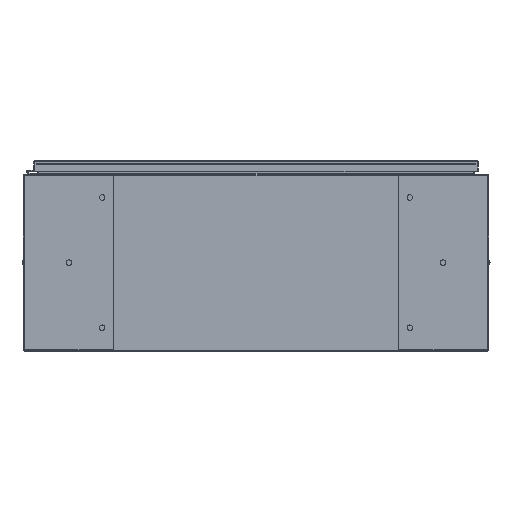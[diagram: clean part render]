
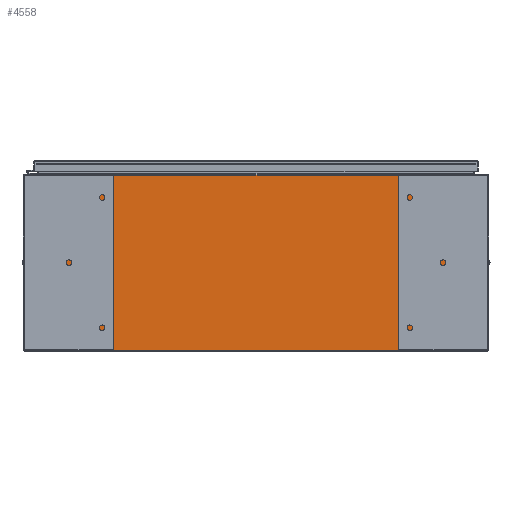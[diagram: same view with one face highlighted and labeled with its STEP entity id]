
A CAD part, front view. The second image highlights one B-rep face of the part: STEP entity #4558.
In plain terms, the highlighted face is planar.
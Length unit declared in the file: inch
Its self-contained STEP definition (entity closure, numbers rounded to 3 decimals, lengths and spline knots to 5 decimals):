
#635 = VERTEX_POINT ( 'NONE', #49091 ) ;
#676 = CARTESIAN_POINT ( 'NONE',  ( -19.67455, 0., 7.9253 ) ) ;
#843 = LINE ( 'NONE', #21098, #52582 ) ;
#2408 = VERTEX_POINT ( 'NONE', #6187 ) ;
#3503 = EDGE_CURVE ( 'NONE', #2408, #59213, #843, .T. ) ;
#3987 = PLANE ( 'NONE',  #25245 ) ;
#4558 = ADVANCED_FACE ( 'NONE', ( #53187 ), #3987, .F. ) ;
#4696 = VERTEX_POINT ( 'NONE', #27846 ) ;
#5703 = DIRECTION ( 'NONE',  ( 1., 0., 0. ) ) ;
#6187 = CARTESIAN_POINT ( 'NONE',  ( 19.67455, 0., 7.9253 ) ) ;
#6221 = EDGE_LOOP ( 'NONE', ( #33745, #45854, #34975, #47117, #20581, #32010, #10720, #10058, #54928, #59012, #46620, #35428 ) ) ;
#6454 = LINE ( 'NONE', #39146, #56666 ) ;
#6976 = DIRECTION ( 'NONE',  ( 0., 0., -1. ) ) ;
#7553 = VERTEX_POINT ( 'NONE', #51244 ) ;
#8736 = CARTESIAN_POINT ( 'NONE',  ( 19.65588, 0., 7.87495 ) ) ;
#9817 = VERTEX_POINT ( 'NONE', #18366 ) ;
#10058 = ORIENTED_EDGE ( 'NONE', *, *, #46426, .T. ) ;
#10181 = EDGE_CURVE ( 'NONE', #4696, #37534, #6454, .T. ) ;
#10720 = ORIENTED_EDGE ( 'NONE', *, *, #3503, .F. ) ;
#10888 = CARTESIAN_POINT ( 'NONE',  ( -20.9253, 0., 7.9253 ) ) ;
#11082 = EDGE_CURVE ( 'NONE', #33250, #37534, #61111, .T. ) ;
#11837 = DIRECTION ( 'NONE',  ( 0., 0., -1. ) ) ;
#12970 = EDGE_CURVE ( 'NONE', #635, #54100, #31905, .T. ) ;
#13600 = DIRECTION ( 'NONE',  ( 0., 0., -1. ) ) ;
#13701 = CARTESIAN_POINT ( 'NONE',  ( 19.6372, 0., 0. ) ) ;
#15807 = EDGE_CURVE ( 'NONE', #41809, #7553, #54767, .T. ) ;
#16029 = CARTESIAN_POINT ( 'NONE',  ( 19.67455, 0., 7.87495 ) ) ;
#18015 = CARTESIAN_POINT ( 'NONE',  ( 20.9253, 0., 7.9253 ) ) ;
#18366 = CARTESIAN_POINT ( 'NONE',  ( -20.9253, 0., -7.9253 ) ) ;
#19823 = DIRECTION ( 'NONE',  ( 0., -1., 0. ) ) ;
#20581 = ORIENTED_EDGE ( 'NONE', *, *, #23422, .F. ) ;
#20619 = DIRECTION ( 'NONE',  ( 0., 0., 1. ) ) ;
#21098 = CARTESIAN_POINT ( 'NONE',  ( 19.67455, 0., 0. ) ) ;
#21289 = VERTEX_POINT ( 'NONE', #48877 ) ;
#21606 = CARTESIAN_POINT ( 'NONE',  ( 20.9253, 0., 7.9253 ) ) ;
#21850 = LINE ( 'NONE', #33130, #59189 ) ;
#22259 = VECTOR ( 'NONE', #26811, 39.37008 ) ;
#23422 = EDGE_CURVE ( 'NONE', #60344, #54100, #50509, .T. ) ;
#24742 = VECTOR ( 'NONE', #20619, 39.37008 ) ;
#24987 = CARTESIAN_POINT ( 'NONE',  ( -19.6372, 0., 7.9123 ) ) ;
#25245 = AXIS2_PLACEMENT_3D ( 'NONE', #48310, #19823, #11837 ) ;
#26811 = DIRECTION ( 'NONE',  ( 0., 0., 1. ) ) ;
#27045 = EDGE_CURVE ( 'NONE', #21289, #33250, #42506, .T. ) ;
#27846 = CARTESIAN_POINT ( 'NONE',  ( -20.9253, 0., 7.9253 ) ) ;
#28000 = DIRECTION ( 'NONE',  ( 0., 1., 0. ) ) ;
#28368 = CARTESIAN_POINT ( 'NONE',  ( 19.6372, 0., 7.9123 ) ) ;
#28908 = AXIS2_PLACEMENT_3D ( 'NONE', #57213, #28000, #62094 ) ;
#30147 = CARTESIAN_POINT ( 'NONE',  ( -20.9253, 0., -7.9253 ) ) ;
#30923 = EDGE_CURVE ( 'NONE', #7553, #9817, #60137, .T. ) ;
#31905 = LINE ( 'NONE', #24987, #33565 ) ;
#32010 = ORIENTED_EDGE ( 'NONE', *, *, #40624, .F. ) ;
#33130 = CARTESIAN_POINT ( 'NONE',  ( -19.6372, 0., 0. ) ) ;
#33250 = VERTEX_POINT ( 'NONE', #34976 ) ;
#33565 = VECTOR ( 'NONE', #41754, 39.37008 ) ;
#33745 = ORIENTED_EDGE ( 'NONE', *, *, #11082, .F. ) ;
#34975 = ORIENTED_EDGE ( 'NONE', *, *, #40649, .F. ) ;
#34976 = CARTESIAN_POINT ( 'NONE',  ( -19.67455, 0., 7.87495 ) ) ;
#35428 = ORIENTED_EDGE ( 'NONE', *, *, #10181, .T. ) ;
#37534 = VERTEX_POINT ( 'NONE', #676 ) ;
#37917 = DIRECTION ( 'NONE',  ( 0., 0., 1. ) ) ;
#38032 = DIRECTION ( 'NONE',  ( 0., 0., -1. ) ) ;
#39146 = CARTESIAN_POINT ( 'NONE',  ( -20.9253, 0., 7.9253 ) ) ;
#39434 = CARTESIAN_POINT ( 'NONE',  ( -20.9253, 0., 7.9253 ) ) ;
#40250 = VECTOR ( 'NONE', #53026, 39.37008 ) ;
#40624 = EDGE_CURVE ( 'NONE', #59213, #60344, #49274, .T. ) ;
#40649 = EDGE_CURVE ( 'NONE', #635, #21289, #21850, .T. ) ;
#41316 = CARTESIAN_POINT ( 'NONE',  ( -19.67455, 0., 0. ) ) ;
#41754 = DIRECTION ( 'NONE',  ( 1., 0., 0. ) ) ;
#41809 = VERTEX_POINT ( 'NONE', #18015 ) ;
#42274 = LINE ( 'NONE', #10888, #24742 ) ;
#42506 = CIRCLE ( 'NONE', #28908, 0.01867 ) ;
#42737 = DIRECTION ( 'NONE',  ( 0., 1., 0. ) ) ;
#44055 = DIRECTION ( 'NONE',  ( 1., 0., 0. ) ) ;
#44642 = CARTESIAN_POINT ( 'NONE',  ( 19.6372, 0., 7.87495 ) ) ;
#44844 = DIRECTION ( 'NONE',  ( -1., 0., 0. ) ) ;
#45446 = VECTOR ( 'NONE', #5703, 39.37008 ) ;
#45657 = VECTOR ( 'NONE', #44844, 39.37008 ) ;
#45854 = ORIENTED_EDGE ( 'NONE', *, *, #27045, .F. ) ;
#46192 = AXIS2_PLACEMENT_3D ( 'NONE', #8736, #42737, #13600 ) ;
#46426 = EDGE_CURVE ( 'NONE', #2408, #41809, #58403, .T. ) ;
#46620 = ORIENTED_EDGE ( 'NONE', *, *, #48131, .T. ) ;
#47117 = ORIENTED_EDGE ( 'NONE', *, *, #12970, .T. ) ;
#48131 = EDGE_CURVE ( 'NONE', #9817, #4696, #42274, .T. ) ;
#48310 = CARTESIAN_POINT ( 'NONE',  ( 0., 0., 0. ) ) ;
#48877 = CARTESIAN_POINT ( 'NONE',  ( -19.6372, 0., 7.87495 ) ) ;
#49091 = CARTESIAN_POINT ( 'NONE',  ( -19.6372, 0., 7.9123 ) ) ;
#49274 = CIRCLE ( 'NONE', #46192, 0.01867 ) ;
#50509 = LINE ( 'NONE', #13701, #52032 ) ;
#51244 = CARTESIAN_POINT ( 'NONE',  ( 20.9253, 0., -7.9253 ) ) ;
#52032 = VECTOR ( 'NONE', #37917, 39.37008 ) ;
#52582 = VECTOR ( 'NONE', #6976, 39.37008 ) ;
#53026 = DIRECTION ( 'NONE',  ( 0., 0., -1. ) ) ;
#53187 = FACE_OUTER_BOUND ( 'NONE', #6221, .T. ) ;
#54100 = VERTEX_POINT ( 'NONE', #28368 ) ;
#54767 = LINE ( 'NONE', #21606, #40250 ) ;
#54928 = ORIENTED_EDGE ( 'NONE', *, *, #15807, .T. ) ;
#56666 = VECTOR ( 'NONE', #44055, 39.37008 ) ;
#57213 = CARTESIAN_POINT ( 'NONE',  ( -19.65588, 0., 7.87495 ) ) ;
#58403 = LINE ( 'NONE', #39434, #45446 ) ;
#59012 = ORIENTED_EDGE ( 'NONE', *, *, #30923, .T. ) ;
#59189 = VECTOR ( 'NONE', #38032, 39.37008 ) ;
#59213 = VERTEX_POINT ( 'NONE', #16029 ) ;
#60137 = LINE ( 'NONE', #30147, #45657 ) ;
#60344 = VERTEX_POINT ( 'NONE', #44642 ) ;
#61111 = LINE ( 'NONE', #41316, #22259 ) ;
#62094 = DIRECTION ( 'NONE',  ( 0., 0., -1. ) ) ;
